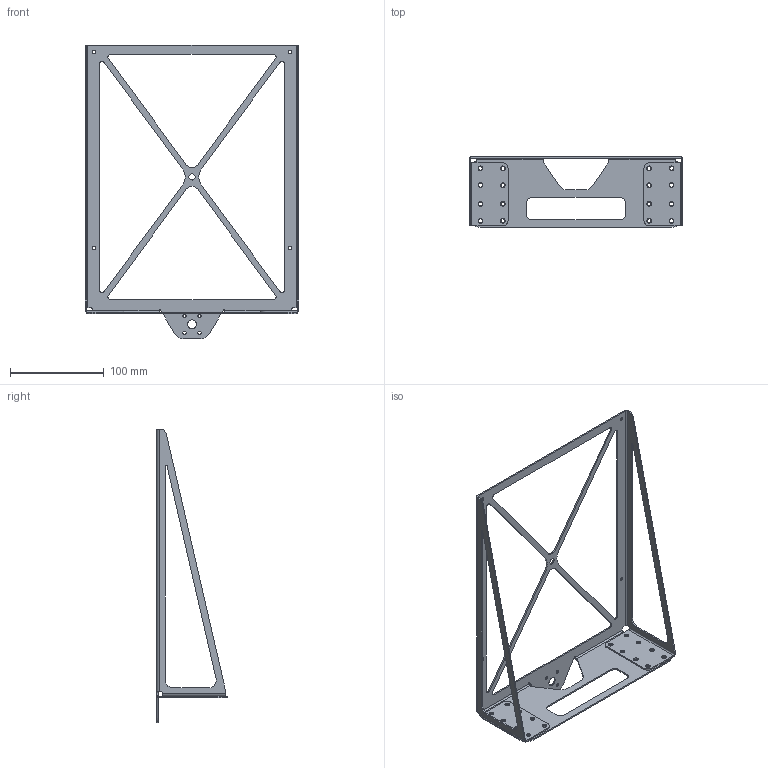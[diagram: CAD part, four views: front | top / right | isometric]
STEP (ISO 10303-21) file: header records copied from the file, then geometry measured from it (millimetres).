
FILE_DESCRIPTION (( 'STEP AP203' ), '1' );
FILE_NAME ('platform support.STEP', '2016-04-11T06:35:59', ( 'Joel Frax' ), ( 'Microsoft' ), 'SwSTEP 2.0', 'SolidWorks 2015', '' );
FILE_SCHEMA (( 'CONFIG_CONTROL_DESIGN' ));
Length unit declared in the file: millimetre
Products named in the file (1): platform support
Bounding box: 228 x 75 x 313.5 mm (x, y, z)
Volume: 65789.3 mm3; surface area: 96283.1 mm2
Topology: 1 solids, 1 shells, 229 faces, 639 edges, 410 vertices
Faces by surface type: cylinder 149, plane 80
Entity records: 7704 total; most frequent: DIRECTION 1397, CARTESIAN_POINT 1279, ORIENTED_EDGE 1278, EDGE_CURVE 639, AXIS2_PLACEMENT_3D 528, VERTEX_POINT 410, VECTOR 341, LINE 341
